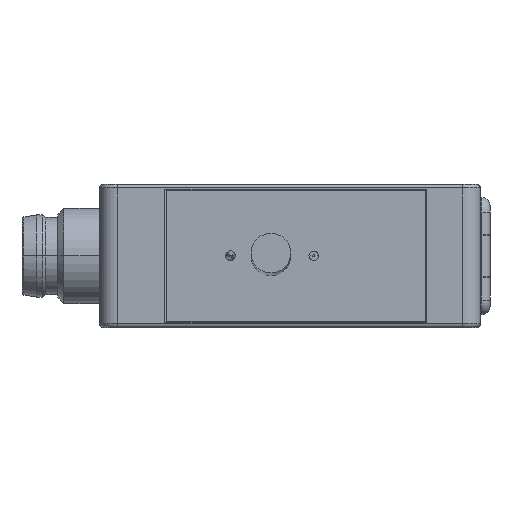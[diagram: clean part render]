
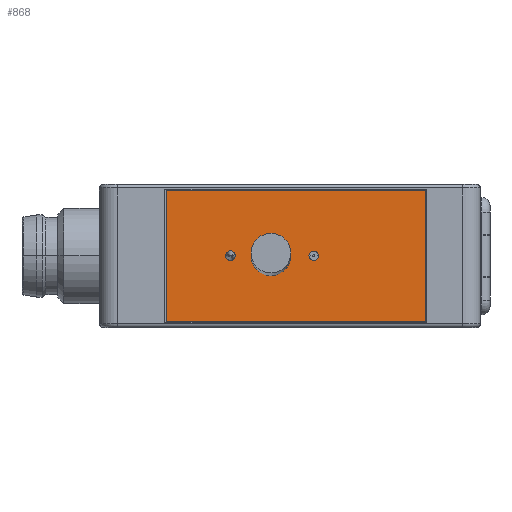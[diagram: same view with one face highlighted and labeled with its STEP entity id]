
A CAD part, top view. The second image highlights one B-rep face of the part: STEP entity #868.
In plain terms, the highlighted planar face has unit normal (0, 0, 1).
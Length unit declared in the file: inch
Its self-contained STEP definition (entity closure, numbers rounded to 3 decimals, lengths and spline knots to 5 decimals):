
#56 = EDGE_CURVE ( 'NONE', #3926, #3569, #595, .T. ) ;
#69 = CARTESIAN_POINT ( 'NONE',  ( -0.12849, 0., 0.31496 ) ) ;
#116 = VECTOR ( 'NONE', #398, 39.37008 ) ;
#156 = ORIENTED_EDGE ( 'NONE', *, *, #4224, .F. ) ;
#171 = VECTOR ( 'NONE', #2100, 39.37008 ) ;
#260 = VERTEX_POINT ( 'NONE', #1266 ) ;
#261 = CARTESIAN_POINT ( 'NONE',  ( -0.06301, 0., 0.31496 ) ) ;
#311 = CARTESIAN_POINT ( 'NONE',  ( 0.50984, -0.21654, 0.31496 ) ) ;
#398 = DIRECTION ( 'NONE',  ( 0., -1., 0. ) ) ;
#545 = CARTESIAN_POINT ( 'NONE',  ( -0.47047, 0.21654, 0.31496 ) ) ;
#562 = VERTEX_POINT ( 'NONE', #3082 ) ;
#595 = LINE ( 'NONE', #4451, #1363 ) ;
#600 = FACE_BOUND ( 'NONE', #4112, .T. ) ;
#646 = DIRECTION ( 'NONE',  ( -1., 0., 0. ) ) ;
#868 = ADVANCED_FACE ( 'NONE', ( #600, #1348 ), #3634, .F. ) ;
#1198 = CARTESIAN_POINT ( 'NONE',  ( -0.40945, 0.21654, 0.31496 ) ) ;
#1263 = VERTEX_POINT ( 'NONE', #2558 ) ;
#1266 = CARTESIAN_POINT ( 'NONE',  ( 0.00247, 0., 0.31496 ) ) ;
#1348 = FACE_OUTER_BOUND ( 'NONE', #4518, .T. ) ;
#1363 = VECTOR ( 'NONE', #4501, 39.37008 ) ;
#1394 = CARTESIAN_POINT ( 'NONE',  ( 0.01969, 0., 0.31496 ) ) ;
#1405 = VECTOR ( 'NONE', #3423, 39.37008 ) ;
#1539 = LINE ( 'NONE', #3886, #116 ) ;
#1615 = AXIS2_PLACEMENT_3D ( 'NONE', #1394, #4483, #646 ) ;
#1703 = AXIS2_PLACEMENT_3D ( 'NONE', #2879, #4440, #3232 ) ;
#1747 = ORIENTED_EDGE ( 'NONE', *, *, #2968, .F. ) ;
#2072 = ORIENTED_EDGE ( 'NONE', *, *, #2549, .F. ) ;
#2100 = DIRECTION ( 'NONE',  ( 1., 0., 0. ) ) ;
#2136 = EDGE_CURVE ( 'NONE', #260, #2694, #3499, .T. ) ;
#2549 = EDGE_CURVE ( 'NONE', #3569, #562, #4039, .T. ) ;
#2558 = CARTESIAN_POINT ( 'NONE',  ( 0.44882, -0.21654, 0.31496 ) ) ;
#2607 = CIRCLE ( 'NONE', #3835, 0.06548 ) ;
#2694 = VERTEX_POINT ( 'NONE', #69 ) ;
#2879 = CARTESIAN_POINT ( 'NONE',  ( -0.06301, 0., 0.31496 ) ) ;
#2968 = EDGE_CURVE ( 'NONE', #2694, #260, #2607, .T. ) ;
#3082 = CARTESIAN_POINT ( 'NONE',  ( 0.44882, 0.21654, 0.31496 ) ) ;
#3232 = DIRECTION ( 'NONE',  ( -1., 0., 0. ) ) ;
#3316 = DIRECTION ( 'NONE',  ( 0., 0., 1. ) ) ;
#3423 = DIRECTION ( 'NONE',  ( -1., 0., 0. ) ) ;
#3499 = CIRCLE ( 'NONE', #1703, 0.06548 ) ;
#3569 = VERTEX_POINT ( 'NONE', #1198 ) ;
#3582 = ORIENTED_EDGE ( 'NONE', *, *, #2136, .F. ) ;
#3634 = PLANE ( 'NONE',  #1615 ) ;
#3726 = LINE ( 'NONE', #311, #1405 ) ;
#3835 = AXIS2_PLACEMENT_3D ( 'NONE', #261, #3316, #4083 ) ;
#3886 = CARTESIAN_POINT ( 'NONE',  ( 0.44882, 0.21457, 0.31496 ) ) ;
#3898 = ORIENTED_EDGE ( 'NONE', *, *, #56, .F. ) ;
#3926 = VERTEX_POINT ( 'NONE', #4952 ) ;
#4039 = LINE ( 'NONE', #545, #171 ) ;
#4083 = DIRECTION ( 'NONE',  ( -1., 0., 0. ) ) ;
#4103 = EDGE_CURVE ( 'NONE', #562, #1263, #1539, .T. ) ;
#4112 = EDGE_LOOP ( 'NONE', ( #1747, #3582 ) ) ;
#4224 = EDGE_CURVE ( 'NONE', #1263, #3926, #3726, .T. ) ;
#4440 = DIRECTION ( 'NONE',  ( 0., 0., 1. ) ) ;
#4451 = CARTESIAN_POINT ( 'NONE',  ( -0.40945, -0.21457, 0.31496 ) ) ;
#4483 = DIRECTION ( 'NONE',  ( 0., 0., -1. ) ) ;
#4501 = DIRECTION ( 'NONE',  ( 0., 1., 0. ) ) ;
#4518 = EDGE_LOOP ( 'NONE', ( #3898, #156, #4733, #2072 ) ) ;
#4733 = ORIENTED_EDGE ( 'NONE', *, *, #4103, .F. ) ;
#4952 = CARTESIAN_POINT ( 'NONE',  ( -0.40945, -0.21654, 0.31496 ) ) ;
